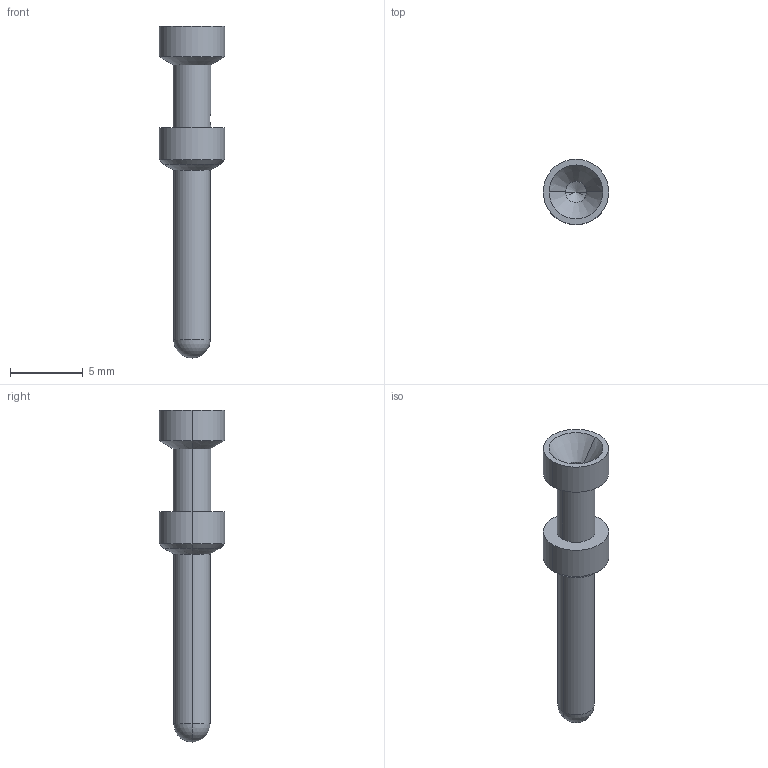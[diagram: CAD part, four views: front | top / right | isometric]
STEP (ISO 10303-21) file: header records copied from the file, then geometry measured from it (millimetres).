
FILE_DESCRIPTION(/* description */ (''),/* implementation_level */ '2;1');
FILE_NAME(/* name */ '3D_1010191100808_CESM-1.0R_V1.0_stp.stp',/* time_stamp */ '2023-12-14T13:24:57+08:00',/* author */ (''),/* organization */ (''),/* preprocessor_version */ 'ST-DEVELOPER v18.1',/* originating_system */ 'SIEMENS PLM Software NX 1980',/* authorisation */ '');
FILE_SCHEMA (('AUTOMOTIVE_DESIGN { 1 0 10303 214 3 1 1 1 }'));
Length unit declared in the file: millimetre
Products named in the file (1): 3D_1010191100808_CESM-1.0R_V1.0_stp
Bounding box: 4.5 x 4.5 x 22.8 mm (x, y, z)
Volume: 146.7 mm3; surface area: 283.8 mm2
Topology: 1 solids, 1 shells, 26 faces, 62 edges, 34 vertices
Faces by surface type: cylinder 12, cone 10, plane 2, sphere 2
Entity records: 812 total; most frequent: CARTESIAN_POINT 203, DIRECTION 130, ORIENTED_EDGE 116, EDGE_CURVE 58, AXIS2_PLACEMENT_3D 53, VERTEX_POINT 34, EDGE_LOOP 28, ADVANCED_FACE 26
